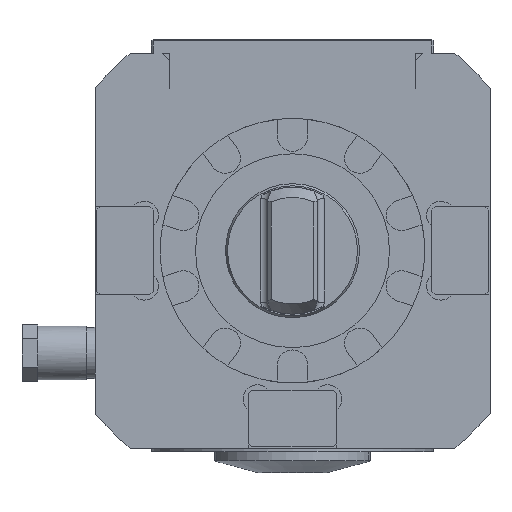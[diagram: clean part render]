
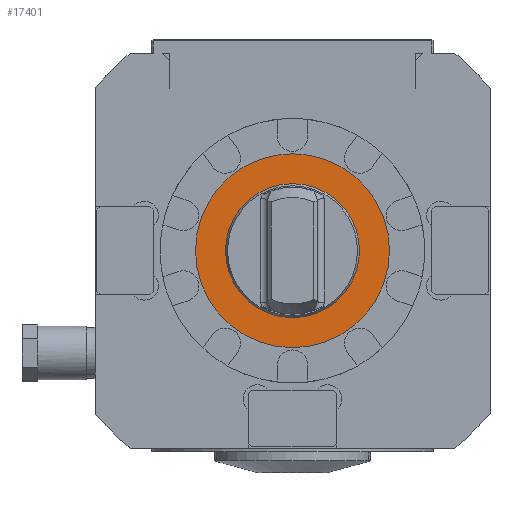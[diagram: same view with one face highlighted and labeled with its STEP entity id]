
A CAD part, front view. The second image highlights one B-rep face of the part: STEP entity #17401.
In plain terms, the highlighted planar face has unit normal (0, -1, 0).
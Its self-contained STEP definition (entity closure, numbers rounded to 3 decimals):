
#2323 = CARTESIAN_POINT ( 'NONE',  ( -27.5, -80., 0. ) ) ;
#2932 = DIRECTION ( 'NONE',  ( 0., -1., 0. ) ) ;
#3956 = DIRECTION ( 'NONE',  ( 0., 1., 0. ) ) ;
#5436 = DIRECTION ( 'NONE',  ( 1., 0., 0. ) ) ;
#6575 = CIRCLE ( 'NONE', #16914, 19. ) ;
#7735 = VERTEX_POINT ( 'NONE', #2323 ) ;
#9403 = DIRECTION ( 'NONE',  ( 1., 0., 0. ) ) ;
#9561 = CARTESIAN_POINT ( 'NONE',  ( 0., -80., 0. ) ) ;
#10070 = ORIENTED_EDGE ( 'NONE', *, *, #22636, .F. ) ;
#10542 = CARTESIAN_POINT ( 'NONE',  ( 0., -80., 0. ) ) ;
#12323 = ORIENTED_EDGE ( 'NONE', *, *, #19010, .F. ) ;
#13222 = EDGE_LOOP ( 'NONE', ( #10070 ) ) ;
#15318 = FACE_OUTER_BOUND ( 'NONE', #13222, .T. ) ;
#16914 = AXIS2_PLACEMENT_3D ( 'NONE', #10542, #2932, #5436 ) ;
#17401 = ADVANCED_FACE ( 'Defeature completata1_431', ( #31081, #15318 ), #23012, .T. ) ;
#19010 = EDGE_CURVE ( 'NONE', #21517, #21517, #6575, .T. ) ;
#20640 = DIRECTION ( 'NONE',  ( -1., 0., 0. ) ) ;
#21517 = VERTEX_POINT ( 'NONE', #32302 ) ;
#21728 = AXIS2_PLACEMENT_3D ( 'NONE', #9561, #3956, #20640 ) ;
#22636 = EDGE_CURVE ( 'NONE', #7735, #7735, #28025, .T. ) ;
#23012 = PLANE ( 'NONE',  #33568 ) ;
#23175 = DIRECTION ( 'NONE',  ( 0., -1., 0. ) ) ;
#23868 = EDGE_LOOP ( 'NONE', ( #12323 ) ) ;
#28025 = CIRCLE ( 'NONE', #21728, 27.5 ) ;
#31081 = FACE_BOUND ( 'NONE', #23868, .T. ) ;
#31437 = CARTESIAN_POINT ( 'NONE',  ( -27.5, -80., 0. ) ) ;
#32302 = CARTESIAN_POINT ( 'NONE',  ( 19., -80., 0. ) ) ;
#33568 = AXIS2_PLACEMENT_3D ( 'NONE', #31437, #23175, #9403 ) ;
